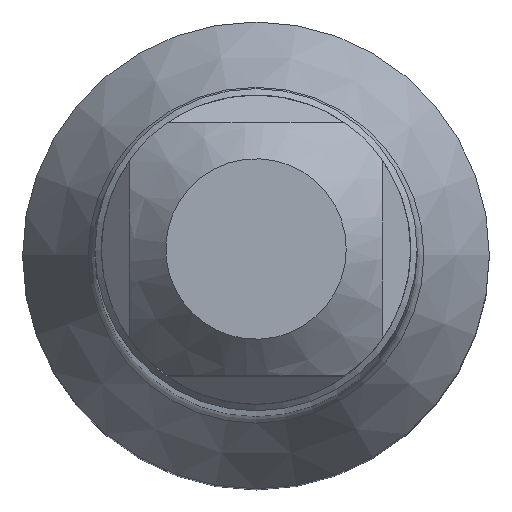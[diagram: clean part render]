
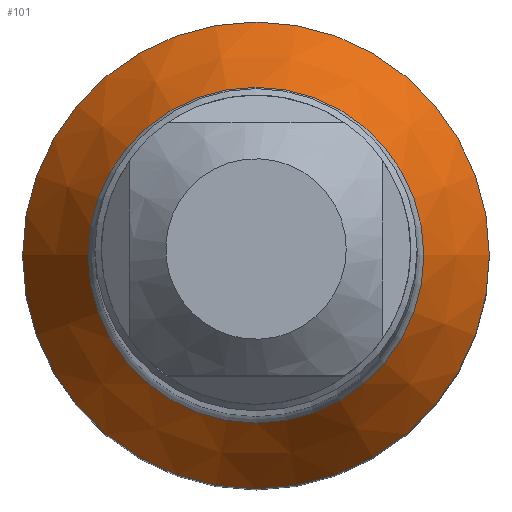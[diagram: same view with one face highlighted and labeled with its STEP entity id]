
A CAD part, top view. The second image highlights one B-rep face of the part: STEP entity #101.
In plain terms, the highlighted conical face has half-angle 30 degrees and reference radius 3.5 mm.
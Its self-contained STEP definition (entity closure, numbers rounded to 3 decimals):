
#94=CONICAL_SURFACE('',#372,3.5,30.);
#101=ADVANCED_FACE('',(#128,#129),#94,.T.);
#128=FACE_BOUND('',#148,.T.);
#129=FACE_BOUND('',#149,.T.);
#148=EDGE_LOOP('',(#178));
#149=EDGE_LOOP('',(#179));
#178=ORIENTED_EDGE('',*,*,#273,.T.);
#179=ORIENTED_EDGE('',*,*,#269,.F.);
#242=VERTEX_POINT('',#526);
#246=VERTEX_POINT('',#536);
#269=EDGE_CURVE('',#242,#242,#303,.T.);
#273=EDGE_CURVE('',#246,#246,#307,.T.);
#303=CIRCLE('',#365,5.07);
#307=CIRCLE('',#371,3.647);
#365=AXIS2_PLACEMENT_3D('',#525,#412,#413);
#371=AXIS2_PLACEMENT_3D('',#535,#424,#425);
#372=AXIS2_PLACEMENT_3D('',#537,#426,#427);
#412=DIRECTION('',(0.,0.,-1.));
#413=DIRECTION('',(-1.,0.,0.));
#424=DIRECTION('',(0.,0.,-1.));
#425=DIRECTION('',(-1.,0.,0.));
#426=DIRECTION('',(0.,0.,-1.));
#427=DIRECTION('',(-1.,0.,0.));
#525=CARTESIAN_POINT('',(0.,0.,-79.334));
#526=CARTESIAN_POINT('',(-5.07,0.,-79.334));
#535=CARTESIAN_POINT('',(0.,0.,-76.87));
#536=CARTESIAN_POINT('',(-3.647,0.,-76.87));
#537=CARTESIAN_POINT('',(0.,0.,-76.614));
